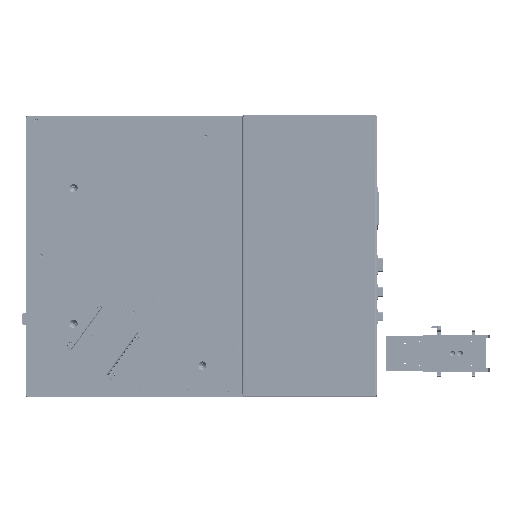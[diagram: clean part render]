
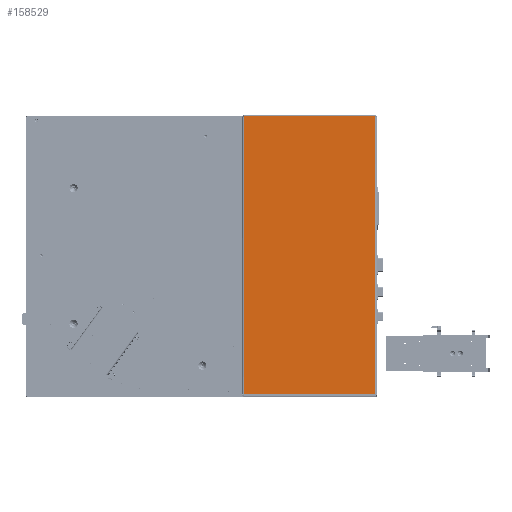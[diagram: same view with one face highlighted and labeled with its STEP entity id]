
A CAD part, top view. The second image highlights one B-rep face of the part: STEP entity #158529.
In plain terms, the highlighted planar face has unit normal (0, 0, 1).
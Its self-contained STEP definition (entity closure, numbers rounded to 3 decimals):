
#42243 = ORIENTED_EDGE ( 'NONE', *, *, #291468, .F. ) ;
#61635 = DIRECTION ( 'NONE',  ( 0., 0., -1. ) ) ;
#69244 = LINE ( 'NONE', #290482, #271117 ) ;
#76414 = CARTESIAN_POINT ( 'NONE',  ( 348., 277.293, 1274. ) ) ;
#77983 = CARTESIAN_POINT ( 'NONE',  ( 348., -277.293, 1274. ) ) ;
#83401 = EDGE_CURVE ( 'NONE', #162509, #228027, #367744, .T. ) ;
#89486 = FACE_OUTER_BOUND ( 'NONE', #124011, .T. ) ;
#100545 = AXIS2_PLACEMENT_3D ( 'NONE', #334869, #61635, #183165 ) ;
#110677 = EDGE_CURVE ( 'NONE', #246142, #315326, #349242, .T. ) ;
#124011 = EDGE_LOOP ( 'NONE', ( #200148, #154522, #42243, #334425 ) ) ;
#154522 = ORIENTED_EDGE ( 'NONE', *, *, #110677, .F. ) ;
#158529 = ADVANCED_FACE ( 'NONE', ( #89486 ), #271006, .F. ) ;
#161306 = CARTESIAN_POINT ( 'NONE',  ( 84., 277.293, 1274. ) ) ;
#162509 = VERTEX_POINT ( 'NONE', #378593 ) ;
#175177 = EDGE_CURVE ( 'NONE', #228027, #315326, #332864, .T. ) ;
#183165 = DIRECTION ( 'NONE',  ( 1., 0., 0. ) ) ;
#184814 = VECTOR ( 'NONE', #319772, 1000. ) ;
#198681 = DIRECTION ( 'NONE',  ( 0., -1., 0. ) ) ;
#200148 = ORIENTED_EDGE ( 'NONE', *, *, #175177, .T. ) ;
#228027 = VERTEX_POINT ( 'NONE', #161306 ) ;
#229488 = DIRECTION ( 'NONE',  ( -1., 0., 0. ) ) ;
#233570 = CARTESIAN_POINT ( 'NONE',  ( 84., -277.293, 1274. ) ) ;
#246142 = VERTEX_POINT ( 'NONE', #276827 ) ;
#248335 = VECTOR ( 'NONE', #386755, 1000. ) ;
#271006 = PLANE ( 'NONE',  #100545 ) ;
#271117 = VECTOR ( 'NONE', #198681, 1000. ) ;
#276827 = CARTESIAN_POINT ( 'NONE',  ( 346., -277.293, 1274. ) ) ;
#290482 = CARTESIAN_POINT ( 'NONE',  ( 346., -280., 1274. ) ) ;
#291468 = EDGE_CURVE ( 'NONE', #162509, #246142, #69244, .T. ) ;
#295073 = CARTESIAN_POINT ( 'NONE',  ( 84., 277.293, 1274. ) ) ;
#297259 = VECTOR ( 'NONE', #229488, 1000. ) ;
#315326 = VERTEX_POINT ( 'NONE', #233570 ) ;
#319772 = DIRECTION ( 'NONE',  ( -1., 0., 0. ) ) ;
#332864 = LINE ( 'NONE', #295073, #248335 ) ;
#334425 = ORIENTED_EDGE ( 'NONE', *, *, #83401, .T. ) ;
#334869 = CARTESIAN_POINT ( 'NONE',  ( 348., 0., 1274. ) ) ;
#349242 = LINE ( 'NONE', #77983, #297259 ) ;
#367744 = LINE ( 'NONE', #76414, #184814 ) ;
#378593 = CARTESIAN_POINT ( 'NONE',  ( 346., 277.293, 1274. ) ) ;
#386755 = DIRECTION ( 'NONE',  ( 0., -1., 0. ) ) ;
